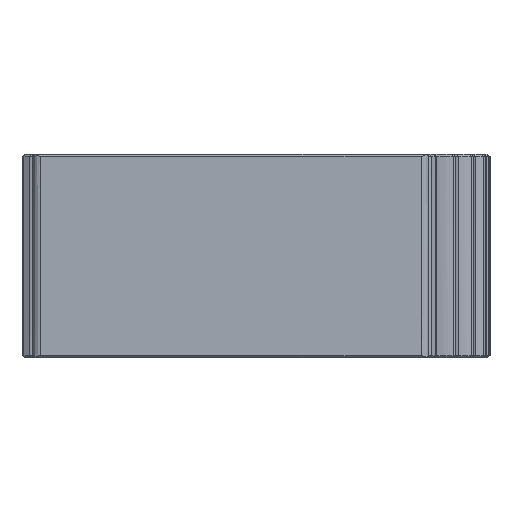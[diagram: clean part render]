
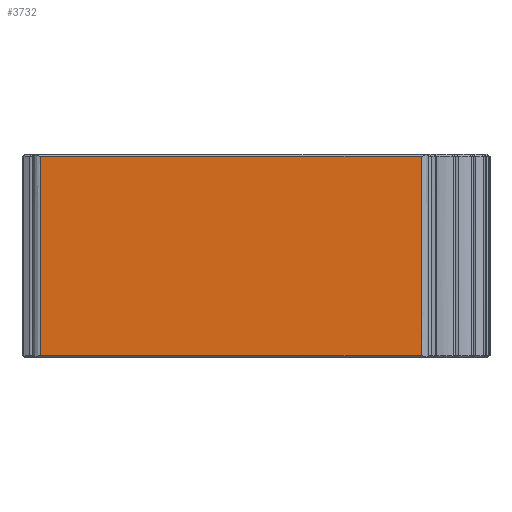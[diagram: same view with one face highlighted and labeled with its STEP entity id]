
A CAD part, front view. The second image highlights one B-rep face of the part: STEP entity #3732.
In plain terms, the highlighted free-form (B-spline) face has degree [1, 1] with [2, 2] control points.
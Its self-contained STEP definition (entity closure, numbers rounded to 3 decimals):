
#3732 = ADVANCED_FACE('',(#3733),#3763,.F.);
#3733 = FACE_BOUND('',#3734,.T.);
#3734 = EDGE_LOOP('',(#3735,#3744,#3751,#3758));
#3735 = ORIENTED_EDGE('',*,*,#3736,.T.);
#3736 = EDGE_CURVE('',#3737,#3739,#3741,.T.);
#3737 = VERTEX_POINT('',#3738);
#3738 = CARTESIAN_POINT('',(-21.176,30.978,
    48.896));
#3739 = VERTEX_POINT('',#3740);
#3740 = CARTESIAN_POINT('',(83.966,30.978,
    48.896));
#3741 = B_SPLINE_CURVE_WITH_KNOTS('',1,(#3742,#3743),.UNSPECIFIED.,.F.,
  .F.,(2,2),(-28.365,46.455),.PIECEWISE_BEZIER_KNOTS.);
#3742 = CARTESIAN_POINT('',(-21.176,30.978,
    48.896));
#3743 = CARTESIAN_POINT('',(83.966,30.978,
    48.896));
#3744 = ORIENTED_EDGE('',*,*,#3745,.T.);
#3745 = EDGE_CURVE('',#3739,#3746,#3748,.T.);
#3746 = VERTEX_POINT('',#3747);
#3747 = CARTESIAN_POINT('',(83.966,30.978,
    103.983));
#3748 = B_SPLINE_CURVE_WITH_KNOTS('',1,(#3749,#3750),.UNSPECIFIED.,.F.,
  .F.,(2,2),(-39.2,0.),.PIECEWISE_BEZIER_KNOTS.);
#3749 = CARTESIAN_POINT('',(83.966,30.978,
    48.896));
#3750 = CARTESIAN_POINT('',(83.966,30.978,
    103.983));
#3751 = ORIENTED_EDGE('',*,*,#3752,.T.);
#3752 = EDGE_CURVE('',#3746,#3753,#3755,.T.);
#3753 = VERTEX_POINT('',#3754);
#3754 = CARTESIAN_POINT('',(-21.176,30.978,
    103.983));
#3755 = B_SPLINE_CURVE_WITH_KNOTS('',1,(#3756,#3757),.UNSPECIFIED.,.F.,
  .F.,(2,2),(-76.321,-1.5),.PIECEWISE_BEZIER_KNOTS.);
#3756 = CARTESIAN_POINT('',(83.966,30.978,
    103.983));
#3757 = CARTESIAN_POINT('',(-21.176,30.978,
    103.983));
#3758 = ORIENTED_EDGE('',*,*,#3759,.T.);
#3759 = EDGE_CURVE('',#3753,#3737,#3760,.T.);
#3760 = B_SPLINE_CURVE_WITH_KNOTS('',1,(#3761,#3762),.UNSPECIFIED.,.F.,
  .F.,(2,2),(0.4,39.6),.PIECEWISE_BEZIER_KNOTS.);
#3761 = CARTESIAN_POINT('',(-21.176,30.978,
    103.983));
#3762 = CARTESIAN_POINT('',(-21.176,30.978,
    48.896));
#3763 = B_SPLINE_SURFACE_WITH_KNOTS('',1,1,(
    (#3764,#3765)
    ,(#3766,#3767
    )),.UNSPECIFIED.,.F.,.F.,.F.,(2,2),(2,2),(-46.455,
    28.365),(-39.6,-0.4),
  .PIECEWISE_BEZIER_KNOTS.);
#3764 = CARTESIAN_POINT('',(83.966,30.978,
    48.896));
#3765 = CARTESIAN_POINT('',(83.966,30.978,
    103.983));
#3766 = CARTESIAN_POINT('',(-21.176,30.978,
    48.896));
#3767 = CARTESIAN_POINT('',(-21.176,30.978,
    103.983));
